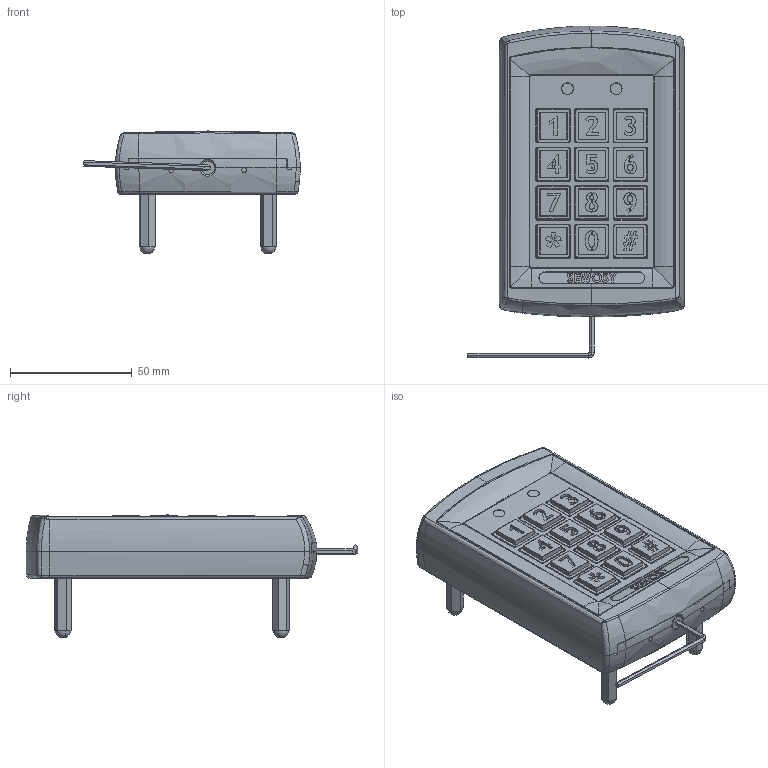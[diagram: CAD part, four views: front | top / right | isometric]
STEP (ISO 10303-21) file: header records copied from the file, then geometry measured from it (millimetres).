
FILE_DESCRIPTION (( 'STEP AP214' ), '1' );
FILE_NAME ('KRB1000.STEP', '2021-07-30T06:45:38', ( '' ), ( '' ), 'SwSTEP 2.0', 'SolidWorks 2020', '' );
FILE_SCHEMA (( 'AUTOMOTIVE_DESIGN' ));
Length unit declared in the file: millimetre
Products named in the file (1): KRB1000
Bounding box: 89.01 x 136.57 x 50.78 mm (x, y, z)
Surface area: 117391.4 mm2 (no closed solid volume)
Topology: 0 solids, 44 shells, 3759 faces, 9784 edges, 6264 vertices
Faces by surface type: plane 2062, cylinder 971, cone 343, bspline 335, torus 38, sphere 10
Entity records: 173874 total; most frequent: CARTESIAN_POINT 42514, ORIENTED_EDGE 19508, DIRECTION 17216, EDGE_CURVE 9755, LINE 6308, VECTOR 6308, VERTEX_POINT 6256, AXIS2_PLACEMENT_3D 5454
